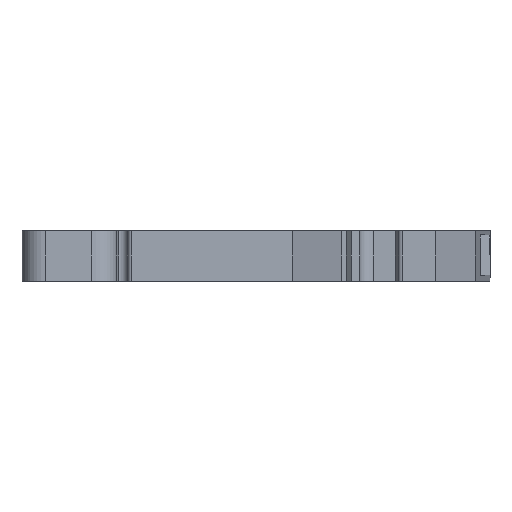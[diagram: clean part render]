
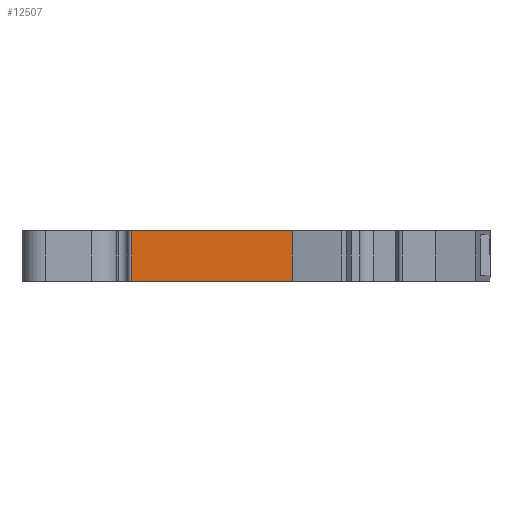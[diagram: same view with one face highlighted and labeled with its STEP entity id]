
A CAD part, front view. The second image highlights one B-rep face of the part: STEP entity #12507.
In plain terms, the highlighted planar face has unit normal (0, -1, 0).
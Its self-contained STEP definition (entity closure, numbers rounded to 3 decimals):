
#691 = VERTEX_POINT ( 'NONE', #12392 ) ;
#863 = VERTEX_POINT ( 'NONE', #4944 ) ;
#1341 = ORIENTED_EDGE ( 'NONE', *, *, #9505, .F. ) ;
#1392 = AXIS2_PLACEMENT_3D ( 'NONE', #4051, #13409, #5381 ) ;
#1777 = ORIENTED_EDGE ( 'NONE', *, *, #4319, .F. ) ;
#1798 = FACE_OUTER_BOUND ( 'NONE', #9293, .T. ) ;
#2080 = CARTESIAN_POINT ( 'NONE',  ( -15.1, 0., 3. ) ) ;
#3019 = ORIENTED_EDGE ( 'NONE', *, *, #10404, .T. ) ;
#3156 = LINE ( 'NONE', #6862, #6252 ) ;
#4051 = CARTESIAN_POINT ( 'NONE',  ( 0., 0., 3. ) ) ;
#4319 = EDGE_CURVE ( 'NONE', #10969, #7282, #4607, .T. ) ;
#4607 = LINE ( 'NONE', #16151, #7736 ) ;
#4843 = DIRECTION ( 'NONE',  ( 0., 0., -1. ) ) ;
#4944 = CARTESIAN_POINT ( 'NONE',  ( 4., 0., 3. ) ) ;
#5306 = PLANE ( 'NONE',  #1392 ) ;
#5381 = DIRECTION ( 'NONE',  ( -1., 0., 0. ) ) ;
#6252 = VECTOR ( 'NONE', #8211, 1000. ) ;
#6443 = CARTESIAN_POINT ( 'NONE',  ( 0., 0., 3. ) ) ;
#6780 = CARTESIAN_POINT ( 'NONE',  ( -15.1, 0., -3. ) ) ;
#6862 = CARTESIAN_POINT ( 'NONE',  ( 0., 0., -3. ) ) ;
#7050 = LINE ( 'NONE', #12874, #14190 ) ;
#7106 = VECTOR ( 'NONE', #9147, 1000. ) ;
#7282 = VERTEX_POINT ( 'NONE', #2080 ) ;
#7736 = VECTOR ( 'NONE', #15259, 1000. ) ;
#8211 = DIRECTION ( 'NONE',  ( 1., 0., 0. ) ) ;
#9147 = DIRECTION ( 'NONE',  ( 1., 0., 0. ) ) ;
#9293 = EDGE_LOOP ( 'NONE', ( #1777, #3019, #16496, #1341 ) ) ;
#9505 = EDGE_CURVE ( 'NONE', #7282, #863, #10690, .T. ) ;
#10404 = EDGE_CURVE ( 'NONE', #10969, #691, #3156, .T. ) ;
#10690 = LINE ( 'NONE', #6443, #7106 ) ;
#10969 = VERTEX_POINT ( 'NONE', #6780 ) ;
#12392 = CARTESIAN_POINT ( 'NONE',  ( 4., 0., -3. ) ) ;
#12507 = ADVANCED_FACE ( 'NONE', ( #1798 ), #5306, .F. ) ;
#12874 = CARTESIAN_POINT ( 'NONE',  ( 4., 0., 3. ) ) ;
#13409 = DIRECTION ( 'NONE',  ( 0., 1., 0. ) ) ;
#13837 = EDGE_CURVE ( 'NONE', #863, #691, #7050, .T. ) ;
#14190 = VECTOR ( 'NONE', #4843, 1000. ) ;
#15259 = DIRECTION ( 'NONE',  ( 0., 0., 1. ) ) ;
#16151 = CARTESIAN_POINT ( 'NONE',  ( -15.1, 0., 3. ) ) ;
#16496 = ORIENTED_EDGE ( 'NONE', *, *, #13837, .F. ) ;
